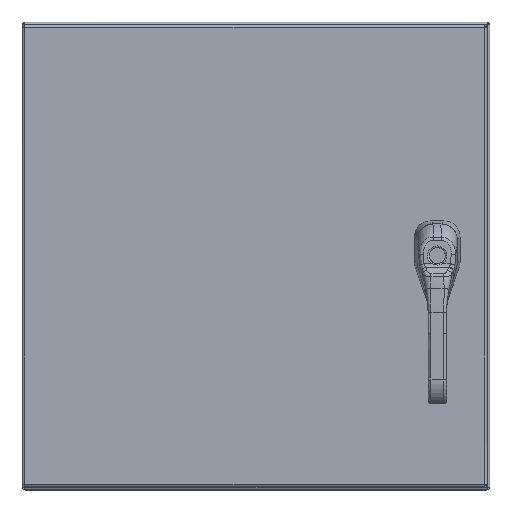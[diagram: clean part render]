
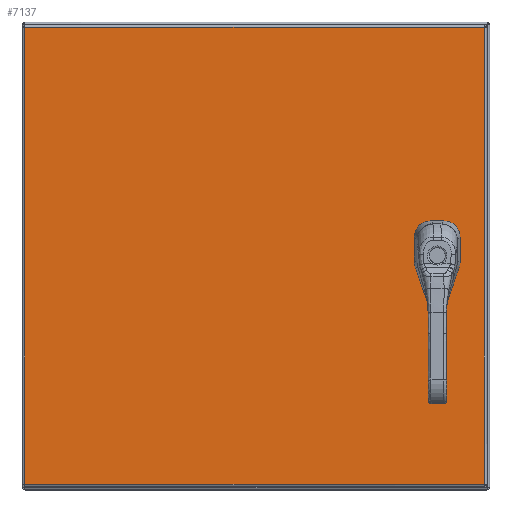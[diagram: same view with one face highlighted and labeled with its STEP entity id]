
A CAD part, top view. The second image highlights one B-rep face of the part: STEP entity #7137.
In plain terms, the highlighted face is planar.
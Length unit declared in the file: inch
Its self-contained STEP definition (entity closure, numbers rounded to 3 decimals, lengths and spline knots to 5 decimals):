
#5435=CARTESIAN_POINT('',(2.33762,10.275,0.0));
#5436=VERTEX_POINT('',#5435);
#5443=CARTESIAN_POINT('',(2.525,10.08762,0.0));
#5444=VERTEX_POINT('',#5443);
#5445=CARTESIAN_POINT('',(2.125,9.875,0.0));
#5446=DIRECTION('',(0.0,0.0,1.0));
#5447=DIRECTION('',(-0.469,-0.883,0.0));
#5448=AXIS2_PLACEMENT_3D('',#5445,#5446,#5447);
#5449=CIRCLE('',#5448,0.453);
#5450=EDGE_CURVE('',#5444,#5436,#5449,.T.);
#5475=CARTESIAN_POINT('',(2.525,9.66238,0.0));
#5476=VERTEX_POINT('',#5475);
#5477=CARTESIAN_POINT('',(2.525,9.66238,0.0));
#5478=DIRECTION('',(0.0,1.0,0.0));
#5479=VECTOR('',#5478,0.42525);
#5480=LINE('',#5477,#5479);
#5481=EDGE_CURVE('',#5476,#5444,#5480,.T.);
#5507=CARTESIAN_POINT('',(2.33762,9.475,0.0));
#5508=VERTEX_POINT('',#5507);
#5509=CARTESIAN_POINT('',(2.125,9.875,0.0));
#5510=DIRECTION('',(0.0,0.0,1.0));
#5511=DIRECTION('',(-0.883,0.469,0.0));
#5512=AXIS2_PLACEMENT_3D('',#5509,#5510,#5511);
#5513=CIRCLE('',#5512,0.453);
#5514=EDGE_CURVE('',#5508,#5476,#5513,.T.);
#5539=CARTESIAN_POINT('',(1.91238,9.475,0.0));
#5540=VERTEX_POINT('',#5539);
#5541=CARTESIAN_POINT('',(1.91238,9.475,0.0));
#5542=DIRECTION('',(1.0,0.0,0.0));
#5543=VECTOR('',#5542,0.42525);
#5544=LINE('',#5541,#5543);
#5545=EDGE_CURVE('',#5540,#5508,#5544,.T.);
#5571=CARTESIAN_POINT('',(1.725,9.66238,0.0));
#5572=VERTEX_POINT('',#5571);
#5573=CARTESIAN_POINT('',(2.125,9.875,0.0));
#5574=DIRECTION('',(0.0,0.0,1.0));
#5575=DIRECTION('',(0.469,0.883,0.0));
#5576=AXIS2_PLACEMENT_3D('',#5573,#5574,#5575);
#5577=CIRCLE('',#5576,0.453);
#5578=EDGE_CURVE('',#5572,#5540,#5577,.T.);
#5603=CARTESIAN_POINT('',(1.725,10.08762,0.0));
#5604=VERTEX_POINT('',#5603);
#5605=CARTESIAN_POINT('',(1.725,10.08762,0.0));
#5606=DIRECTION('',(0.0,-1.0,0.0));
#5607=VECTOR('',#5606,0.42525);
#5608=LINE('',#5605,#5607);
#5609=EDGE_CURVE('',#5604,#5572,#5608,.T.);
#5635=CARTESIAN_POINT('',(1.91238,10.275,0.0));
#5636=VERTEX_POINT('',#5635);
#5637=CARTESIAN_POINT('',(2.125,9.875,0.0));
#5638=DIRECTION('',(0.0,0.0,1.0));
#5639=DIRECTION('',(0.883,-0.469,0.0));
#5640=AXIS2_PLACEMENT_3D('',#5637,#5638,#5639);
#5641=CIRCLE('',#5640,0.453);
#5642=EDGE_CURVE('',#5636,#5604,#5641,.T.);
#5665=CARTESIAN_POINT('',(2.33762,10.275,0.0));
#5666=DIRECTION('',(-1.0,0.0,0.0));
#5667=VECTOR('',#5666,0.42525);
#5668=LINE('',#5665,#5667);
#5669=EDGE_CURVE('',#5436,#5636,#5668,.T.);
#5691=CARTESIAN_POINT('',(1.9845,8.497,0.0));
#5692=VERTEX_POINT('',#5691);
#5693=CARTESIAN_POINT('',(2.125,8.497,0.0));
#5694=DIRECTION('',(0.0,0.0,1.0));
#5695=DIRECTION('',(1.0,0.0,0.0));
#5696=AXIS2_PLACEMENT_3D('',#5693,#5694,#5695);
#5697=CIRCLE('',#5696,0.1405);
#5698=EDGE_CURVE('',#5692,#5692,#5697,.T.);
#5719=CARTESIAN_POINT('',(1.9845,8.989,0.0));
#5720=VERTEX_POINT('',#5719);
#5721=CARTESIAN_POINT('',(2.125,8.989,0.0));
#5722=DIRECTION('',(0.0,0.0,1.0));
#5723=DIRECTION('',(1.0,0.0,0.0));
#5724=AXIS2_PLACEMENT_3D('',#5721,#5722,#5723);
#5725=CIRCLE('',#5724,0.1405);
#5726=EDGE_CURVE('',#5720,#5720,#5725,.T.);
#5747=CARTESIAN_POINT('',(1.9845,10.76,0.0));
#5748=VERTEX_POINT('',#5747);
#5749=CARTESIAN_POINT('',(2.125,10.76,0.0));
#5750=DIRECTION('',(0.0,0.0,1.0));
#5751=DIRECTION('',(1.0,0.0,0.0));
#5752=AXIS2_PLACEMENT_3D('',#5749,#5750,#5751);
#5753=CIRCLE('',#5752,0.1405);
#5754=EDGE_CURVE('',#5748,#5748,#5753,.T.);
#6148=CARTESIAN_POINT('',(19.76975,0.10525,0.));
#6149=VERTEX_POINT('',#6148);
#6160=CARTESIAN_POINT('',(19.76975,19.64475,0.));
#6161=VERTEX_POINT('',#6160);
#6162=CARTESIAN_POINT('',(19.76975,19.64475,0.0));
#6163=DIRECTION('',(0.0,-1.0,0.0));
#6164=VECTOR('',#6163,19.5395);
#6165=LINE('',#6162,#6164);
#6166=EDGE_CURVE('',#6161,#6149,#6165,.T.);
#6318=CARTESIAN_POINT('',(0.10525,0.10525,0.));
#6319=VERTEX_POINT('',#6318);
#6330=CARTESIAN_POINT('',(19.76975,0.10525,0.0));
#6331=DIRECTION('',(-1.0,0.0,0.0));
#6332=VECTOR('',#6331,19.6645);
#6333=LINE('',#6330,#6332);
#6334=EDGE_CURVE('',#6149,#6319,#6333,.T.);
#6589=CARTESIAN_POINT('',(0.10525,19.64475,0.));
#6590=VERTEX_POINT('',#6589);
#6601=CARTESIAN_POINT('',(0.10525,0.10525,0.0));
#6602=DIRECTION('',(0.0,1.0,0.0));
#6603=VECTOR('',#6602,19.5395);
#6604=LINE('',#6601,#6603);
#6605=EDGE_CURVE('',#6319,#6590,#6604,.T.);
#6870=CARTESIAN_POINT('',(0.10525,19.64475,0.0));
#6871=DIRECTION('',(1.0,0.0,0.0));
#6872=VECTOR('',#6871,19.6645);
#6873=LINE('',#6870,#6872);
#6874=EDGE_CURVE('',#6590,#6161,#6873,.T.);
#7107=CARTESIAN_POINT('',(9.9375,9.875,0.0));
#7108=DIRECTION('',(0.0,0.0,1.0));
#7109=DIRECTION('',(1.0,0.0,0.0));
#7110=AXIS2_PLACEMENT_3D('',#7107,#7108,#7109);
#7111=PLANE('',#7110);
#7112=ORIENTED_EDGE('',*,*,#6166,.T.);
#7113=ORIENTED_EDGE('',*,*,#6334,.T.);
#7114=ORIENTED_EDGE('',*,*,#6605,.T.);
#7115=ORIENTED_EDGE('',*,*,#6874,.T.);
#7116=EDGE_LOOP('',(#7112,#7113,#7114,#7115));
#7117=FACE_OUTER_BOUND('',#7116,.T.);
#7118=ORIENTED_EDGE('',*,*,#5450,.T.);
#7119=ORIENTED_EDGE('',*,*,#5669,.T.);
#7120=ORIENTED_EDGE('',*,*,#5642,.T.);
#7121=ORIENTED_EDGE('',*,*,#5609,.T.);
#7122=ORIENTED_EDGE('',*,*,#5578,.T.);
#7123=ORIENTED_EDGE('',*,*,#5545,.T.);
#7124=ORIENTED_EDGE('',*,*,#5514,.T.);
#7125=ORIENTED_EDGE('',*,*,#5481,.T.);
#7126=EDGE_LOOP('',(#7118,#7119,#7120,#7121,#7122,#7123,#7124,#7125));
#7127=FACE_BOUND('',#7126,.T.);
#7128=ORIENTED_EDGE('',*,*,#5698,.T.);
#7129=EDGE_LOOP('',(#7128));
#7130=FACE_BOUND('',#7129,.T.);
#7131=ORIENTED_EDGE('',*,*,#5726,.T.);
#7132=EDGE_LOOP('',(#7131));
#7133=FACE_BOUND('',#7132,.T.);
#7134=ORIENTED_EDGE('',*,*,#5754,.T.);
#7135=EDGE_LOOP('',(#7134));
#7136=FACE_BOUND('',#7135,.T.);
#7137=ADVANCED_FACE('',(#7117,#7127,#7130,#7133,#7136),#7111,.F.);
